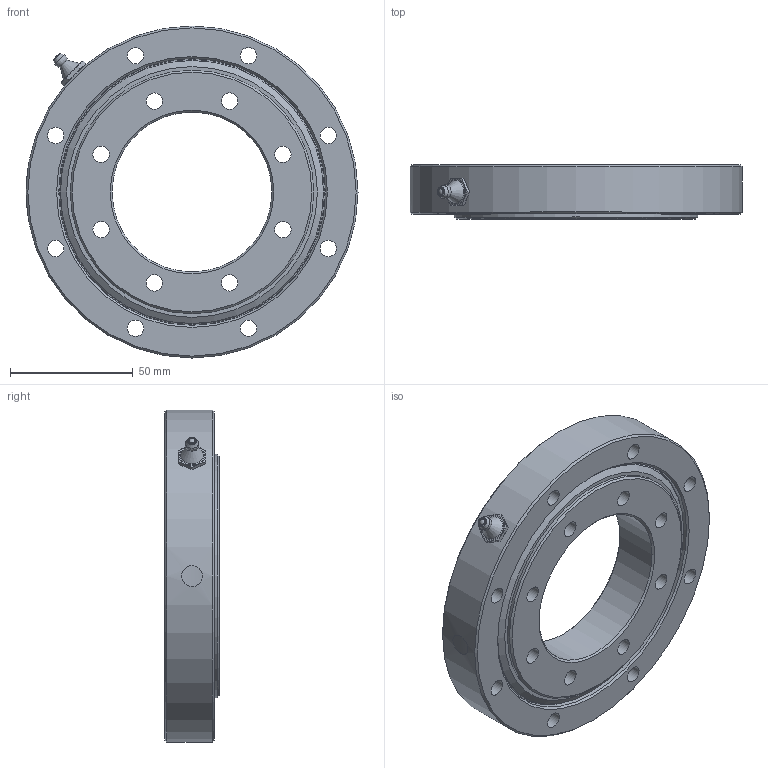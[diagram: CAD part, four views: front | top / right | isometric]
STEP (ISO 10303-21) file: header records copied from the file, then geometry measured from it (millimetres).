
FILE_DESCRIPTION(/* description */ (''),/* implementation_level */ '2;1');
FILE_NAME(/* name */ '30P.0100.06.000_rev3.stp',/* time_stamp */ '2024-11-18T14:52:10-05:00',/* author */ ('Gregg.VanSuch'),/* organization */ (''),/* preprocessor_version */ 'ST-DEVELOPER v20',/* originating_system */ 'Autodesk Inventor 2024',/* authorisation */ '');
FILE_SCHEMA (('AUTOMOTIVE_DESIGN { 1 0 10303 214 3 1 1 }'));
Length unit declared in the file: inch
Products named in the file (3): 30P.0100.06.000; 30P.0100.06.000_1; 1_8 NPT Fitting
Assembly tree (2 placements, depth 2):
  30P.0100.06.000
    30P.0100.06.000_1
    1_8 NPT Fitting
Bounding box: 135 x 22 x 135 mm (x, y, z)
Volume: 199648.4 mm3; surface area: 78354.9 mm2
Topology: 94 solids, 94 shells, 292 faces, 813 edges, 542 vertices
Faces by surface type: sphere 134, torus 71, cylinder 37, plane 25, cone 22, bspline 3
Full cylindrical faces by diameter (mm): 2.536 x2, 6.647 x16, 8.54 x2, 64.999 x1, 91.38 x1, 93 x2, 99 x3, 101 x3, 107 x2, 108.62 x1, 135.001 x1
Entity records: 12683 total; most frequent: CARTESIAN_POINT 5769, DIRECTION 1303, ORIENTED_EDGE 1274, EDGE_CURVE 637, AXIS2_PLACEMENT_3D 619, VERTEX_POINT 542, EDGE_LOOP 343, CIRCLE 325
